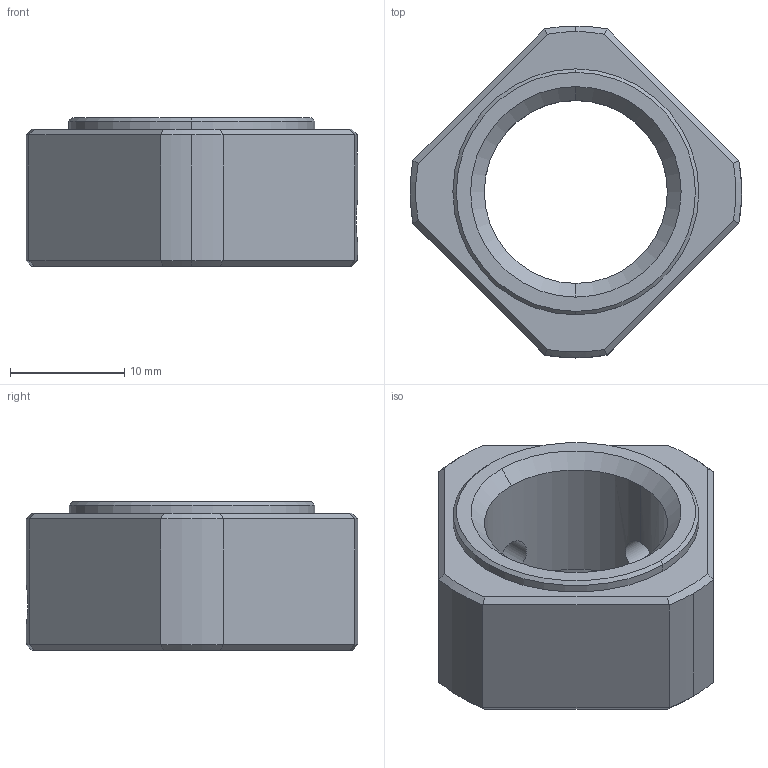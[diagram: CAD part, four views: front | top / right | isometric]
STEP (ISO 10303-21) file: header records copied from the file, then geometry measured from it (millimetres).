
FILE_DESCRIPTION (( 'STEP AP214' ), '1' );
FILE_NAME ('RN17-Rollco.step', '2023-04-27T09:38:39', ( '' ), ( '' ), 'SwSTEP 2.0', 'SolidWorks 2010', '' );
FILE_SCHEMA (( 'AUTOMOTIVE_DESIGN' ));
Length unit declared in the file: millimetre
Products named in the file (1): RN17-Rollco
Bounding box: 28.97 x 29 x 13 mm (x, y, z)
Volume: 4129.2 mm3; surface area: 2433.2 mm2
Topology: 1 solids, 1 shells, 48 faces, 113 edges, 67 vertices
Faces by surface type: cone 16, plane 15, cylinder 13, bspline 4
Entity records: 1966 total; most frequent: CARTESIAN_POINT 875, ORIENTED_EDGE 226, DIRECTION 206, EDGE_CURVE 113, AXIS2_PLACEMENT_3D 82, VERTEX_POINT 67, EDGE_LOOP 54, FACE_OUTER_BOUND 48
